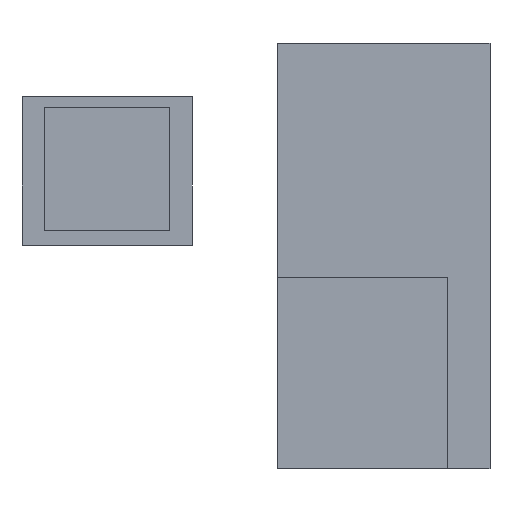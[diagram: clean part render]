
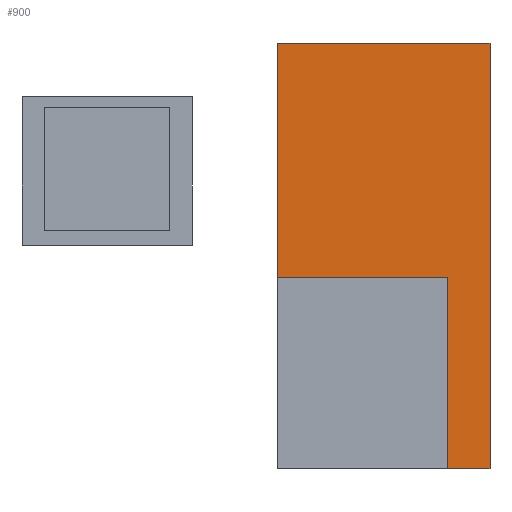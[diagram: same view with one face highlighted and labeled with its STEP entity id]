
A CAD part, front view. The second image highlights one B-rep face of the part: STEP entity #900.
In plain terms, the highlighted planar face has unit normal (0, -1, 0).
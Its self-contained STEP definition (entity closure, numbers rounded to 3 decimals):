
#130=FACE_OUTER_BOUND('',#184,.T.);
#184=EDGE_LOOP('',(#748,#749,#750,#751));
#278=LINE('',#1512,#386);
#279=LINE('',#1515,#387);
#280=LINE('',#1517,#388);
#281=LINE('',#1518,#389);
#386=VECTOR('',#1255,10.);
#387=VECTOR('',#1258,10.);
#388=VECTOR('',#1259,10.);
#389=VECTOR('',#1260,10.);
#468=VERTEX_POINT('',#1508);
#469=VERTEX_POINT('',#1510);
#470=VERTEX_POINT('',#1514);
#471=VERTEX_POINT('',#1516);
#566=EDGE_CURVE('',#468,#469,#278,.T.);
#567=EDGE_CURVE('',#470,#468,#279,.T.);
#568=EDGE_CURVE('',#471,#469,#280,.T.);
#569=EDGE_CURVE('',#470,#471,#281,.T.);
#748=ORIENTED_EDGE('',*,*,#567,.T.);
#749=ORIENTED_EDGE('',*,*,#566,.T.);
#750=ORIENTED_EDGE('',*,*,#568,.F.);
#751=ORIENTED_EDGE('',*,*,#569,.F.);
#848=PLANE('',#1053);
#900=ADVANCED_FACE('',(#130),#848,.T.);
#1053=AXIS2_PLACEMENT_3D('',#1513,#1256,#1257);
#1255=DIRECTION('',(0.,0.,1.));
#1256=DIRECTION('center_axis',(0.,-1.,0.));
#1257=DIRECTION('ref_axis',(1.,0.,0.));
#1258=DIRECTION('',(1.,0.,0.));
#1259=DIRECTION('',(1.,0.,0.));
#1260=DIRECTION('',(0.,0.,1.));
#1508=CARTESIAN_POINT('',(2000.,4600.,-1200.));
#1510=CARTESIAN_POINT('',(2000.,4600.,800.));
#1512=CARTESIAN_POINT('',(2000.,4600.,-1200.));
#1513=CARTESIAN_POINT('Origin',(1000.,4600.,-1200.));
#1514=CARTESIAN_POINT('',(1000.,4600.,-1200.));
#1515=CARTESIAN_POINT('',(1000.,4600.,-1200.));
#1516=CARTESIAN_POINT('',(1000.,4600.,800.));
#1517=CARTESIAN_POINT('',(1000.,4600.,800.));
#1518=CARTESIAN_POINT('',(1000.,4600.,-1200.));
